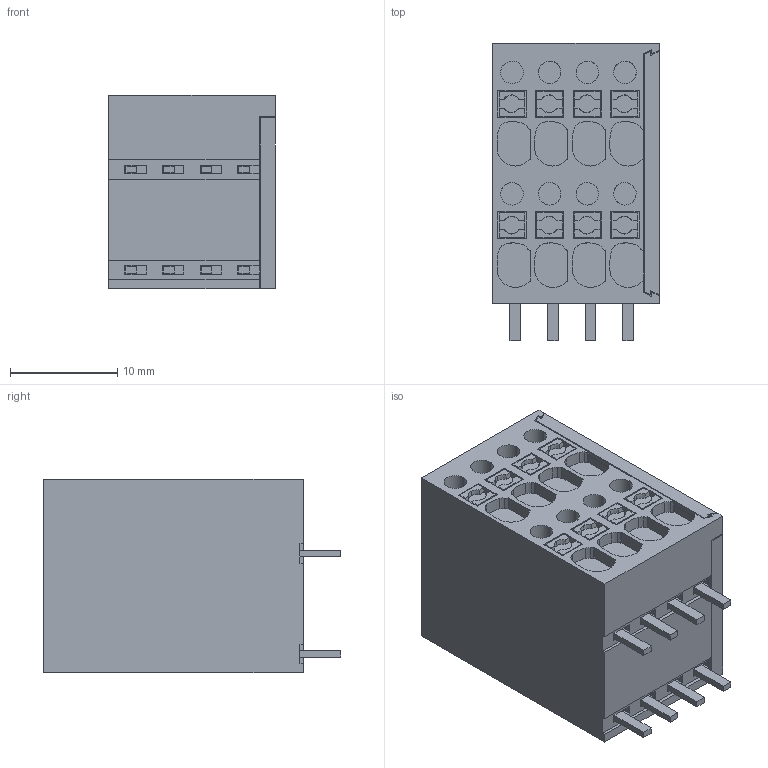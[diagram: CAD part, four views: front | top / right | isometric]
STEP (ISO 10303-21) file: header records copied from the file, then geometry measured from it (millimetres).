
FILE_DESCRIPTION(('CATIA V5R24 STEP','CAx-IF Rec.Pracs.--- Model Styling and Organization---1.2---2011-12-15'),'2;1');
FILE_NAME ('D1461284_0_2000960000_2000960000.stp','2017-04-11T08:40:12+00:00',('none'),('Weidmueller'),'CATIA Version 5-6 Release 2014 SP4 HF52','CATIA V5 STEP AP214','none');
FILE_SCHEMA(('AUTOMOTIVE_DESIGN { 1 0 10303 214 1 1 1 1 }'));
Length unit declared in the file: millimetre
Products named in the file (1): 2000960000_S
Bounding box: 15.5 x 27.7 x 18 mm (x, y, z)
Volume: 6545.1 mm3; surface area: 3131.8 mm2
Topology: 17 solids, 17 shells, 424 faces, 1092 edges, 726 vertices
Faces by surface type: plane 328, cylinder 64, cone 32
Entity records: 13015 total; most frequent: CARTESIAN_POINT 2896, ORIENTED_EDGE 2184, DIRECTION 1679, EDGE_CURVE 1092, VECTOR 868, LINE 868, VERTEX_POINT 726, AXIS2_PLACEMENT_3D 475
